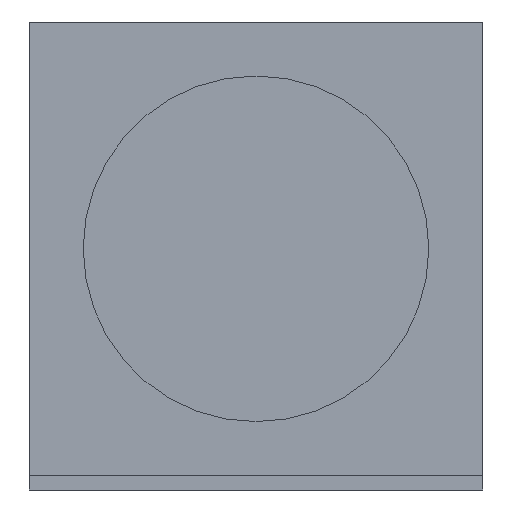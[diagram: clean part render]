
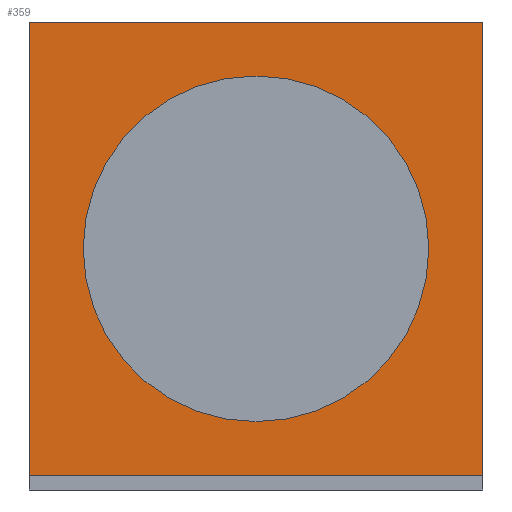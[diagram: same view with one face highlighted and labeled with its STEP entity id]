
A CAD part, left-side view. The second image highlights one B-rep face of the part: STEP entity #359.
In plain terms, the highlighted planar face has unit normal (-1, 0, 0).
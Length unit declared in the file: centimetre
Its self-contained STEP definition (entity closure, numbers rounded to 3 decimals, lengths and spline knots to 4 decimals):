
#39=LINE('',#571,#69);
#40=LINE('',#573,#70);
#41=LINE('',#575,#71);
#42=LINE('',#576,#72);
#69=VECTOR('',#468,1.);
#70=VECTOR('',#469,1.);
#71=VECTOR('',#470,1.);
#72=VECTOR('',#471,1.);
#87=PLANE('',#392);
#106=FACE_BOUND('',#156,.T.);
#123=FACE_OUTER_BOUND('',#155,.T.);
#155=EDGE_LOOP('',(#297,#298,#299,#300));
#156=EDGE_LOOP('',(#301));
#180=CIRCLE('',#393,3.81);
#206=VERTEX_POINT('',#569);
#207=VERTEX_POINT('',#570);
#208=VERTEX_POINT('',#572);
#209=VERTEX_POINT('',#574);
#210=VERTEX_POINT('',#577);
#243=EDGE_CURVE('',#206,#207,#39,.T.);
#244=EDGE_CURVE('',#207,#208,#40,.T.);
#245=EDGE_CURVE('',#208,#209,#41,.T.);
#246=EDGE_CURVE('',#209,#206,#42,.T.);
#247=EDGE_CURVE('',#210,#210,#180,.T.);
#297=ORIENTED_EDGE('',*,*,#243,.T.);
#298=ORIENTED_EDGE('',*,*,#244,.T.);
#299=ORIENTED_EDGE('',*,*,#245,.T.);
#300=ORIENTED_EDGE('',*,*,#246,.T.);
#301=ORIENTED_EDGE('',*,*,#247,.T.);
#359=ADVANCED_FACE('',(#123,#106),#87,.F.);
#392=AXIS2_PLACEMENT_3D('',#568,#466,#467);
#393=AXIS2_PLACEMENT_3D('',#578,#472,#473);
#466=DIRECTION('center_axis',(1.,0.,0.));
#467=DIRECTION('ref_axis',(0.,1.,0.));
#468=DIRECTION('',(0.,-1.,0.));
#469=DIRECTION('',(0.,0.,1.));
#470=DIRECTION('',(0.,1.,0.));
#471=DIRECTION('',(0.,0.,-1.));
#472=DIRECTION('center_axis',(1.,0.,0.));
#473=DIRECTION('ref_axis',(0.,1.,0.));
#568=CARTESIAN_POINT('Origin',(12.7,0.,0.));
#569=CARTESIAN_POINT('',(12.7,5.0006,-5.0006));
#570=CARTESIAN_POINT('',(12.7,-5.0006,-5.0006));
#571=CARTESIAN_POINT('',(12.7,5.0006,-5.0006));
#572=CARTESIAN_POINT('',(12.7,-5.0006,5.0006));
#573=CARTESIAN_POINT('',(12.7,-5.0006,-5.0006));
#574=CARTESIAN_POINT('',(12.7,5.0006,5.0006));
#575=CARTESIAN_POINT('',(12.7,-5.0006,5.0006));
#576=CARTESIAN_POINT('',(12.7,5.0006,5.0006));
#577=CARTESIAN_POINT('',(12.7,-3.81,0.));
#578=CARTESIAN_POINT('Origin',(12.7,0.,0.));
